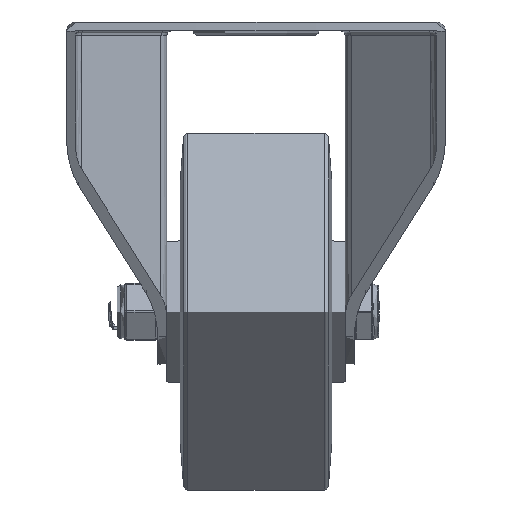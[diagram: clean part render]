
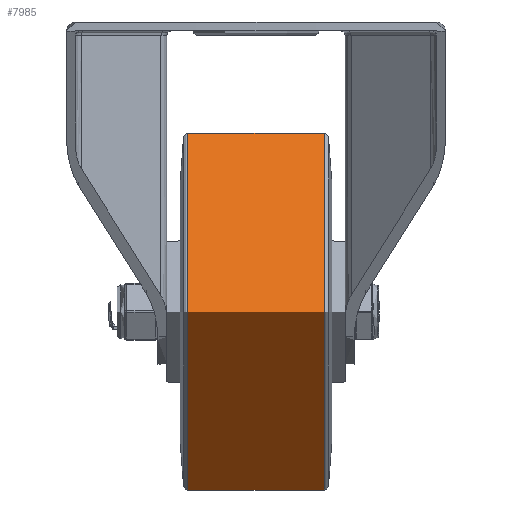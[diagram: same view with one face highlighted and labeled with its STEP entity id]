
A CAD part, left-side view. The second image highlights one B-rep face of the part: STEP entity #7985.
In plain terms, the highlighted cylindrical face has radius 40 mm (diameter 80 mm), a full revolution.
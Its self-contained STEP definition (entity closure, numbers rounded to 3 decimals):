
#872=LINE('',#12993,#1493);
#1493=VECTOR('',#10121,40.);
#1958=CYLINDRICAL_SURFACE('',#8720,40.);
#2238=FACE_OUTER_BOUND('',#2726,.T.);
#2726=EDGE_LOOP('',(#6198,#6199,#6200,#6201));
#3195=CIRCLE('',#8719,40.);
#3196=CIRCLE('',#8721,40.);
#3702=VERTEX_POINT('',#12988);
#3703=VERTEX_POINT('',#12992);
#4604=EDGE_CURVE('',#3702,#3702,#3195,.T.);
#4605=EDGE_CURVE('',#3702,#3703,#872,.T.);
#4606=EDGE_CURVE('',#3703,#3703,#3196,.T.);
#6198=ORIENTED_EDGE('',*,*,#4604,.F.);
#6199=ORIENTED_EDGE('',*,*,#4605,.T.);
#6200=ORIENTED_EDGE('',*,*,#4606,.T.);
#6201=ORIENTED_EDGE('',*,*,#4605,.F.);
#7985=ADVANCED_FACE('',(#2238),#1958,.T.);
#8719=AXIS2_PLACEMENT_3D('',#12990,#10117,#10118);
#8720=AXIS2_PLACEMENT_3D('',#12991,#10119,#10120);
#8721=AXIS2_PLACEMENT_3D('',#12994,#10122,#10123);
#10117=DIRECTION('center_axis',(0.,1.,0.));
#10118=DIRECTION('ref_axis',(0.,0.,
1.));
#10119=DIRECTION('center_axis',(0.,1.,0.));
#10120=DIRECTION('ref_axis',(0.,0.,
1.));
#10121=DIRECTION('',(0.,-1.,0.));
#10122=DIRECTION('center_axis',(0.,1.,0.));
#10123=DIRECTION('ref_axis',(0.,0.,
1.));
#12988=CARTESIAN_POINT('',(0.,15.272,-40.));
#12990=CARTESIAN_POINT('Origin',(0.,15.272,
0.));
#12991=CARTESIAN_POINT('Origin',(0.,0.,
0.));
#12992=CARTESIAN_POINT('',(0.,-15.273,-40.));
#12993=CARTESIAN_POINT('',(0.,0.,
-40.));
#12994=CARTESIAN_POINT('Origin',(0.,-15.273,
0.));
